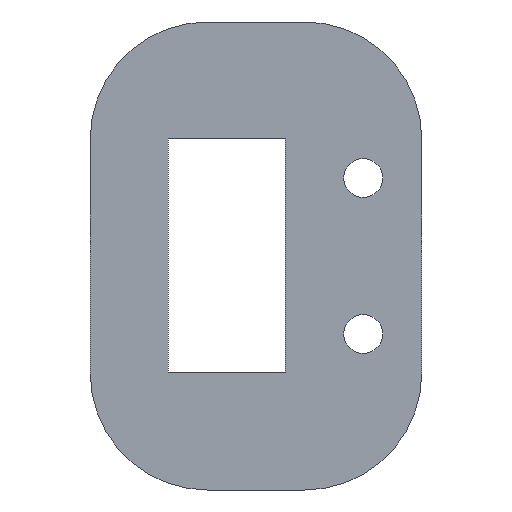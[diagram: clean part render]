
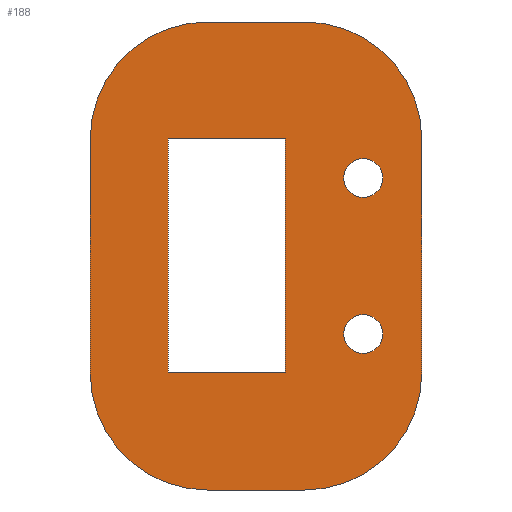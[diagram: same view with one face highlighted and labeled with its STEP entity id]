
A CAD part, front view. The second image highlights one B-rep face of the part: STEP entity #188.
In plain terms, the highlighted planar face has unit normal (0, -1, 0).
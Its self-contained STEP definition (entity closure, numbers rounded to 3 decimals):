
#1 = CIRCLE ( 'NONE', #381, 3. ) ;
#2 = DIRECTION ( 'NONE',  ( 0., 0., 1. ) ) ;
#3 = CARTESIAN_POINT ( 'NONE',  ( -4.25, -1.5, 6. ) ) ;
#5 = ORIENTED_EDGE ( 'NONE', *, *, #321, .T. ) ;
#6 = EDGE_LOOP ( 'NONE', ( #564, #573, #157, #137, #586, #5, #357, #271 ) ) ;
#20 = CIRCLE ( 'NONE', #372, 0.5 ) ;
#21 = VERTEX_POINT ( 'NONE', #240 ) ;
#30 = DIRECTION ( 'NONE',  ( 0., 0., 1. ) ) ;
#33 = DIRECTION ( 'NONE',  ( -1., 0., 0. ) ) ;
#35 = CARTESIAN_POINT ( 'NONE',  ( 0.75, -1.5, -3. ) ) ;
#48 = DIRECTION ( 'NONE',  ( 1., 0., 0. ) ) ;
#63 = CARTESIAN_POINT ( 'NONE',  ( 0.75, -1.5, -3. ) ) ;
#67 = ORIENTED_EDGE ( 'NONE', *, *, #471, .T. ) ;
#71 = CARTESIAN_POINT ( 'NONE',  ( 4.25, -1.5, -6. ) ) ;
#73 = ORIENTED_EDGE ( 'NONE', *, *, #424, .T. ) ;
#79 = CARTESIAN_POINT ( 'NONE',  ( -4.25, -1.5, -6. ) ) ;
#81 = CARTESIAN_POINT ( 'NONE',  ( 2.75, -1.5, 2. ) ) ;
#99 = VECTOR ( 'NONE', #327, 1000. ) ;
#105 = CIRCLE ( 'NONE', #379, 0.5 ) ;
#108 = FACE_BOUND ( 'NONE', #220, .T. ) ;
#113 = CIRCLE ( 'NONE', #367, 3. ) ;
#115 = ORIENTED_EDGE ( 'NONE', *, *, #434, .T. ) ;
#121 = CIRCLE ( 'NONE', #383, 0.5 ) ;
#122 = DIRECTION ( 'NONE',  ( 0., 0., -1. ) ) ;
#124 = DIRECTION ( 'NONE',  ( 0., 1., 0. ) ) ;
#128 = DIRECTION ( 'NONE',  ( 0., -1., 0. ) ) ;
#134 = CARTESIAN_POINT ( 'NONE',  ( -1.25, -1.5, -3. ) ) ;
#135 = DIRECTION ( 'NONE',  ( 0., 0., 1. ) ) ;
#137 = ORIENTED_EDGE ( 'NONE', *, *, #426, .T. ) ;
#140 = DIRECTION ( 'NONE',  ( 0., 1., 0. ) ) ;
#141 = VERTEX_POINT ( 'NONE', #637 ) ;
#142 = VECTOR ( 'NONE', #612, 1000. ) ;
#145 = VERTEX_POINT ( 'NONE', #158 ) ;
#147 = CARTESIAN_POINT ( 'NONE',  ( -2.25, -1.5, 3. ) ) ;
#149 = CARTESIAN_POINT ( 'NONE',  ( 1.25, -1.5, 6. ) ) ;
#152 = ORIENTED_EDGE ( 'NONE', *, *, #410, .T. ) ;
#153 = CARTESIAN_POINT ( 'NONE',  ( -4.25, -1.5, 3. ) ) ;
#157 = ORIENTED_EDGE ( 'NONE', *, *, #447, .F. ) ;
#158 = CARTESIAN_POINT ( 'NONE',  ( 0.75, -1.5, 3. ) ) ;
#161 = VERTEX_POINT ( 'NONE', #549 ) ;
#164 = CIRCLE ( 'NONE', #388, 0.5 ) ;
#177 = DIRECTION ( 'NONE',  ( 0., 0., 1. ) ) ;
#179 = DIRECTION ( 'NONE',  ( 0., 0., -1. ) ) ;
#181 = LINE ( 'NONE', #35, #420 ) ;
#186 = CIRCLE ( 'NONE', #378, 3. ) ;
#187 = DIRECTION ( 'NONE',  ( 0., -1., 0. ) ) ;
#188 = ADVANCED_FACE ( 'NONE', ( #108, #560, #547, #334 ), #210, .F. ) ;
#193 = VERTEX_POINT ( 'NONE', #63 ) ;
#197 = VECTOR ( 'NONE', #605, 1000. ) ;
#205 = LINE ( 'NONE', #257, #197 ) ;
#206 = DIRECTION ( 'NONE',  ( 0., 1., 0. ) ) ;
#207 = VECTOR ( 'NONE', #2, 1000. ) ;
#210 = PLANE ( 'NONE',  #398 ) ;
#220 = EDGE_LOOP ( 'NONE', ( #248, #115 ) ) ;
#223 = VERTEX_POINT ( 'NONE', #303 ) ;
#230 = CARTESIAN_POINT ( 'NONE',  ( -1.25, -1.5, 6. ) ) ;
#234 = EDGE_CURVE ( 'NONE', #21, #141, #495, .T. ) ;
#239 = VERTEX_POINT ( 'NONE', #451 ) ;
#240 = CARTESIAN_POINT ( 'NONE',  ( 4.25, -1.5, 3. ) ) ;
#248 = ORIENTED_EDGE ( 'NONE', *, *, #459, .T. ) ;
#250 = DIRECTION ( 'NONE',  ( 0., 0., 1. ) ) ;
#257 = CARTESIAN_POINT ( 'NONE',  ( -4.25, -1.5, -6. ) ) ;
#261 = EDGE_LOOP ( 'NONE', ( #67, #397, #343, #644 ) ) ;
#271 = ORIENTED_EDGE ( 'NONE', *, *, #474, .T. ) ;
#277 = VERTEX_POINT ( 'NONE', #647 ) ;
#278 = LINE ( 'NONE', #654, #142 ) ;
#294 = VECTOR ( 'NONE', #33, 1000. ) ;
#301 = CIRCLE ( 'NONE', #392, 3. ) ;
#303 = CARTESIAN_POINT ( 'NONE',  ( -2.25, -1.5, -3. ) ) ;
#307 = DIRECTION ( 'NONE',  ( 0., -1., 0. ) ) ;
#316 = VERTEX_POINT ( 'NONE', #649 ) ;
#321 = EDGE_CURVE ( 'NONE', #21, #488, #301, .T. ) ;
#327 = DIRECTION ( 'NONE',  ( 1., 0., 0. ) ) ;
#334 = FACE_BOUND ( 'NONE', #593, .T. ) ;
#343 = ORIENTED_EDGE ( 'NONE', *, *, #413, .T. ) ;
#354 = VECTOR ( 'NONE', #122, 1000. ) ;
#356 = VECTOR ( 'NONE', #48, 1000. ) ;
#357 = ORIENTED_EDGE ( 'NONE', *, *, #473, .F. ) ;
#367 = AXIS2_PLACEMENT_3D ( 'NONE', #536, #187, #579 ) ;
#372 = AXIS2_PLACEMENT_3D ( 'NONE', #485, #140, #528 ) ;
#378 = AXIS2_PLACEMENT_3D ( 'NONE', #134, #523, #177 ) ;
#379 = AXIS2_PLACEMENT_3D ( 'NONE', #567, #206, #609 ) ;
#381 = AXIS2_PLACEMENT_3D ( 'NONE', #648, #307, #30 ) ;
#383 = AXIS2_PLACEMENT_3D ( 'NONE', #456, #124, #517 ) ;
#388 = AXIS2_PLACEMENT_3D ( 'NONE', #81, #475, #135 ) ;
#392 = AXIS2_PLACEMENT_3D ( 'NONE', #464, #128, #520 ) ;
#397 = ORIENTED_EDGE ( 'NONE', *, *, #478, .T. ) ;
#398 = AXIS2_PLACEMENT_3D ( 'NONE', #603, #616, #250 ) ;
#410 = EDGE_CURVE ( 'NONE', #316, #504, #164, .T. ) ;
#413 = EDGE_CURVE ( 'NONE', #145, #193, #181, .T. ) ;
#414 = EDGE_CURVE ( 'NONE', #193, #223, #278, .T. ) ;
#420 = VECTOR ( 'NONE', #179, 1000. ) ;
#424 = EDGE_CURVE ( 'NONE', #504, #316, #121, .T. ) ;
#426 = EDGE_CURVE ( 'NONE', #239, #141, #1, .T. ) ;
#429 = VERTEX_POINT ( 'NONE', #562 ) ;
#434 = EDGE_CURVE ( 'NONE', #476, #277, #105, .T. ) ;
#440 = EDGE_CURVE ( 'NONE', #161, #638, #205, .T. ) ;
#445 = EDGE_CURVE ( 'NONE', #161, #429, #186, .T. ) ;
#447 = EDGE_CURVE ( 'NONE', #239, #429, #608, .T. ) ;
#451 = CARTESIAN_POINT ( 'NONE',  ( 1.25, -1.5, -6. ) ) ;
#456 = CARTESIAN_POINT ( 'NONE',  ( 2.75, -1.5, 2. ) ) ;
#459 = EDGE_CURVE ( 'NONE', #277, #476, #20, .T. ) ;
#464 = CARTESIAN_POINT ( 'NONE',  ( 1.25, -1.5, 3. ) ) ;
#471 = EDGE_CURVE ( 'NONE', #223, #606, #639, .T. ) ;
#473 = EDGE_CURVE ( 'NONE', #577, #488, #551, .T. ) ;
#474 = EDGE_CURVE ( 'NONE', #577, #638, #113, .T. ) ;
#475 = DIRECTION ( 'NONE',  ( 0., 1., 0. ) ) ;
#476 = VERTEX_POINT ( 'NONE', #491 ) ;
#478 = EDGE_CURVE ( 'NONE', #606, #145, #653, .T. ) ;
#485 = CARTESIAN_POINT ( 'NONE',  ( 2.75, -1.5, -2. ) ) ;
#488 = VERTEX_POINT ( 'NONE', #149 ) ;
#491 = CARTESIAN_POINT ( 'NONE',  ( 2.75, -1.5, -1.5 ) ) ;
#495 = LINE ( 'NONE', #71, #354 ) ;
#504 = VERTEX_POINT ( 'NONE', #626 ) ;
#517 = DIRECTION ( 'NONE',  ( 0., 0., 1. ) ) ;
#520 = DIRECTION ( 'NONE',  ( 0., 0., 1. ) ) ;
#523 = DIRECTION ( 'NONE',  ( 0., -1., 0. ) ) ;
#528 = DIRECTION ( 'NONE',  ( 0., 0., 1. ) ) ;
#536 = CARTESIAN_POINT ( 'NONE',  ( -1.25, -1.5, 3. ) ) ;
#547 = FACE_BOUND ( 'NONE', #261, .T. ) ;
#549 = CARTESIAN_POINT ( 'NONE',  ( -4.25, -1.5, -3. ) ) ;
#551 = LINE ( 'NONE', #3, #356 ) ;
#560 = FACE_OUTER_BOUND ( 'NONE', #6, .T. ) ;
#562 = CARTESIAN_POINT ( 'NONE',  ( -1.25, -1.5, -6. ) ) ;
#564 = ORIENTED_EDGE ( 'NONE', *, *, #440, .F. ) ;
#567 = CARTESIAN_POINT ( 'NONE',  ( 2.75, -1.5, -2. ) ) ;
#573 = ORIENTED_EDGE ( 'NONE', *, *, #445, .T. ) ;
#577 = VERTEX_POINT ( 'NONE', #230 ) ;
#579 = DIRECTION ( 'NONE',  ( 0., 0., 1. ) ) ;
#585 = CARTESIAN_POINT ( 'NONE',  ( -2.25, -1.5, 3. ) ) ;
#586 = ORIENTED_EDGE ( 'NONE', *, *, #234, .F. ) ;
#593 = EDGE_LOOP ( 'NONE', ( #73, #152 ) ) ;
#603 = CARTESIAN_POINT ( 'NONE',  ( 0., -1.5, 0. ) ) ;
#605 = DIRECTION ( 'NONE',  ( 0., 0., 1. ) ) ;
#606 = VERTEX_POINT ( 'NONE', #585 ) ;
#608 = LINE ( 'NONE', #79, #294 ) ;
#609 = DIRECTION ( 'NONE',  ( 0., 0., 1. ) ) ;
#612 = DIRECTION ( 'NONE',  ( -1., 0., 0. ) ) ;
#616 = DIRECTION ( 'NONE',  ( 0., 1., 0. ) ) ;
#619 = CARTESIAN_POINT ( 'NONE',  ( -2.25, -1.5, -3. ) ) ;
#626 = CARTESIAN_POINT ( 'NONE',  ( 2.75, -1.5, 1.5 ) ) ;
#637 = CARTESIAN_POINT ( 'NONE',  ( 4.25, -1.5, -3. ) ) ;
#638 = VERTEX_POINT ( 'NONE', #153 ) ;
#639 = LINE ( 'NONE', #619, #207 ) ;
#644 = ORIENTED_EDGE ( 'NONE', *, *, #414, .T. ) ;
#647 = CARTESIAN_POINT ( 'NONE',  ( 2.75, -1.5, -2.5 ) ) ;
#648 = CARTESIAN_POINT ( 'NONE',  ( 1.25, -1.5, -3. ) ) ;
#649 = CARTESIAN_POINT ( 'NONE',  ( 2.75, -1.5, 2.5 ) ) ;
#653 = LINE ( 'NONE', #147, #99 ) ;
#654 = CARTESIAN_POINT ( 'NONE',  ( -2.25, -1.5, -3. ) ) ;
